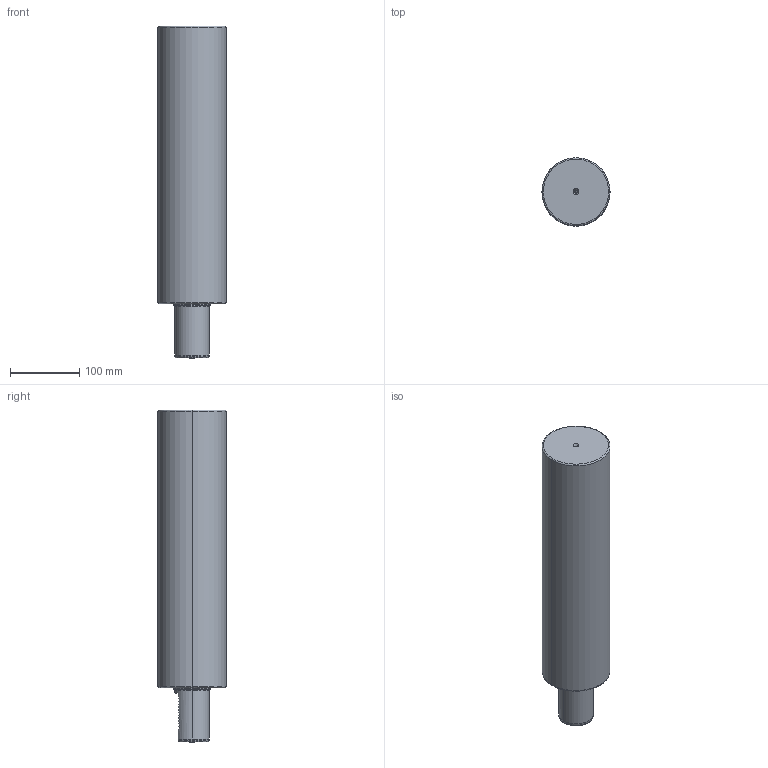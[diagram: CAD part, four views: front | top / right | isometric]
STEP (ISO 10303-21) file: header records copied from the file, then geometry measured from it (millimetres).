
FILE_DESCRIPTION (( 'STEP AP203' ), '1' );
FILE_NAME ('A2 50X400.STEP', '2018-12-18T03:57:42', ( '' ), ( '' ), 'SwSTEP 2.0', 'SolidWorks 2017', '' );
FILE_SCHEMA (( 'CONFIG_CONTROL_DESIGN' ));
Length unit declared in the file: inch
Products named in the file (1): A2 50X400
Bounding box: 98 x 98 x 478 mm (x, y, z)
Volume: 3158802.6 mm3; surface area: 152486.6 mm2
Topology: 2 solids, 2 shells, 107 faces, 273 edges, 170 vertices
Faces by surface type: plane 46, cylinder 26, bspline 20, cone 15
Entity records: 3885 total; most frequent: CARTESIAN_POINT 1505, ORIENTED_EDGE 538, DIRECTION 424, EDGE_CURVE 269, VERTEX_POINT 170, AXIS2_PLACEMENT_3D 159, EDGE_LOOP 113, FACE_OUTER_BOUND 107
